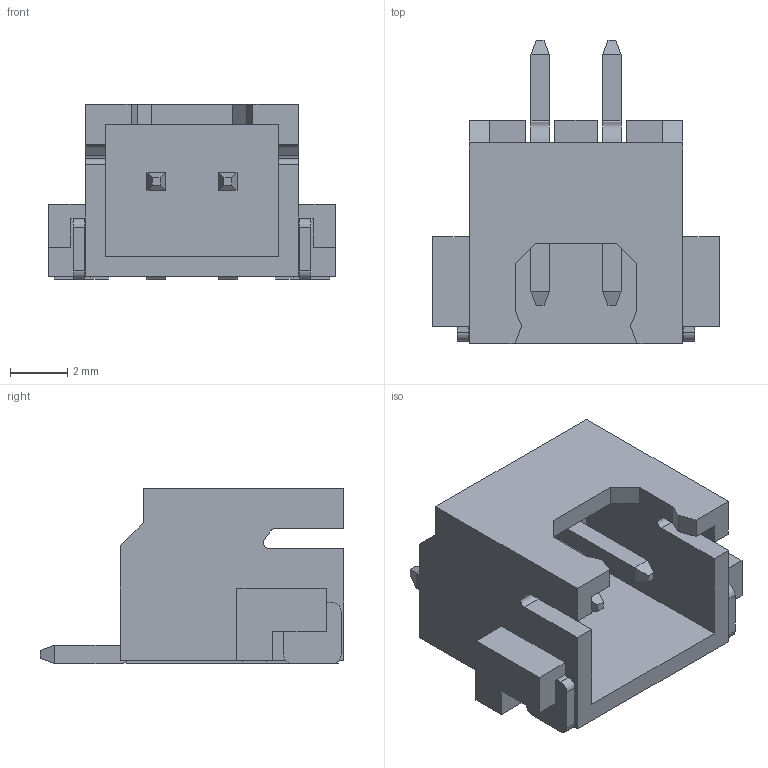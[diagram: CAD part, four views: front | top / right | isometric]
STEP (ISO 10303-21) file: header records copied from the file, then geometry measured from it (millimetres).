
FILE_DESCRIPTION(('CAx-IF Rec.Pracs.---Model Styling and Organization---1.5---2016-08-15','CAx-IF Rec.Pracs.---Geometric and Assembly Validation Properties---4.4---2016-08-17','CAx-IF Rec.Pracs.---User Defined Attributes---1.5---2016-08-15','CAx-IF Rec.Pracs.---External References---2.1---2005-01-19'),'2;1');
FILE_NAME('WAFER-XH2.54-2PWB.stp','2025-07-18T18:22:31',('Unspecified'),('Unspecified'),'CAD Exchanger 3.11.0 (cadexchanger.com)','Unspecified','');
FILE_SCHEMA(('AUTOMOTIVE_DESIGN { 1 0 10303 214 1 1 1 1 }'));
Length unit declared in the file: millimetre
Products named in the file (4): PCBModel; 3A4q-CN1; CONN-SMD_2P-P2.54-XH2.54-WT; COMPOUND
Assembly tree (3 placements, depth 4):
  PCBModel
    3A4q-CN1
      CONN-SMD_2P-P2.54-XH2.54-WT
        COMPOUND
Bounding box: 10 x 10.6 x 6.11 mm (x, y, z)
Volume: 150 mm3; surface area: 538.4 mm2
Topology: 14 solids, 14 shells, 446 faces, 1195 edges, 790 vertices
Faces by surface type: plane 314, bspline 112, cylinder 20
Entity records: 18332 total; most frequent: CARTESIAN_POINT 4537, ORIENTED_EDGE 2390, DIRECTION 1679, EDGE_CURVE 1195, LINE 927, VECTOR 927, VERTEX_POINT 790, FACE_BOUND 471
